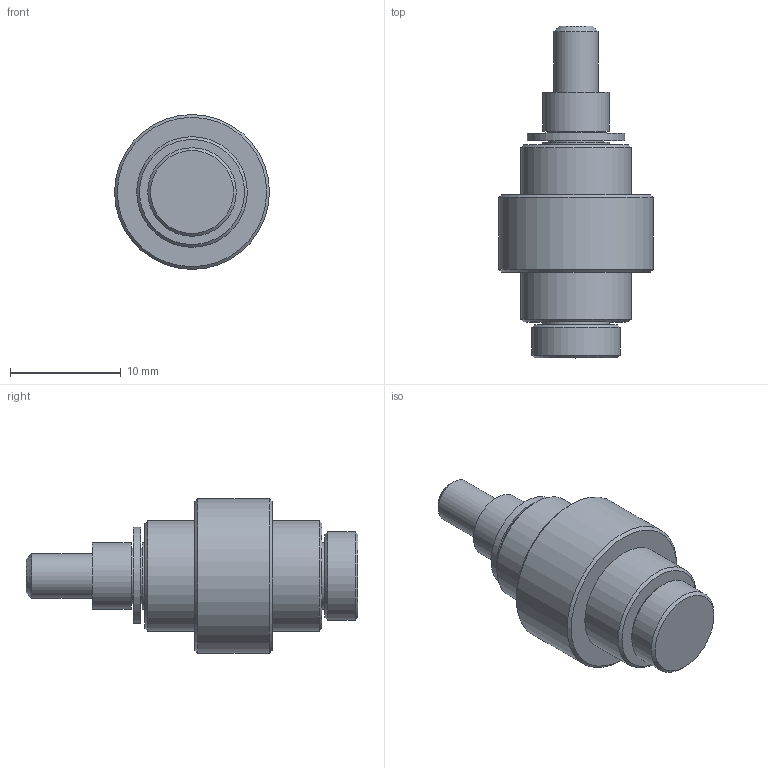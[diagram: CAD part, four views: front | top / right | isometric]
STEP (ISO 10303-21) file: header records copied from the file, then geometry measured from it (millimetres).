
FILE_DESCRIPTION(/* description */ (''),/* implementation_level */ '2;1');
FILE_NAME(/* name */ 'Ohjainrulla_2.step',/* time_stamp */ '2024-09-24T14:56:02+03:00',/* author */ (''),/* organization */ (''),/* preprocessor_version */ 'ST-DEVELOPER v20',/* originating_system */ 'Autodesk Translation Framework v13.20.0.188',/* authorisation */ '');
FILE_SCHEMA (('AUTOMOTIVE_DESIGN { 1 0 10303 214 3 1 1 }'));
Length unit declared in the file: millimetre
Products named in the file (1): Ohjainrulla_2
Bounding box: 14 x 30 x 14 mm (x, y, z)
Volume: 2153 mm3; surface area: 1256.2 mm2
Topology: 1 solids, 1 shells, 47 faces, 114 edges, 75 vertices
Faces by surface type: cylinder 20, plane 18, cone 9
Full cylindrical faces by diameter (mm): 4 x1, 5 x1, 6 x3, 8 x1, 10 x2, 14 x1
Entity records: 1516 total; most frequent: DIRECTION 273, CARTESIAN_POINT 237, ORIENTED_EDGE 228, EDGE_CURVE 114, AXIS2_PLACEMENT_3D 111, VERTEX_POINT 75, CIRCLE 63, EDGE_LOOP 57
